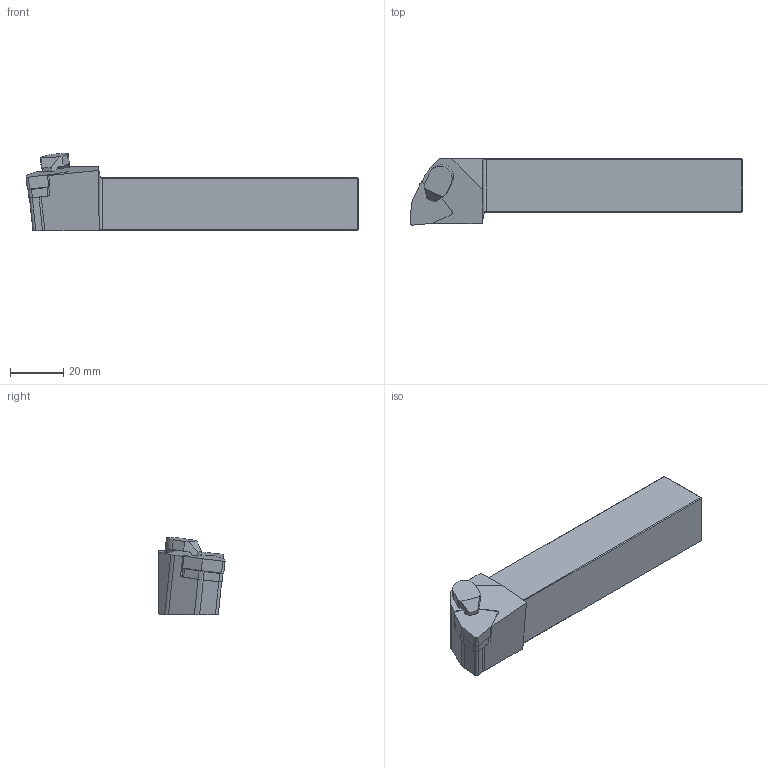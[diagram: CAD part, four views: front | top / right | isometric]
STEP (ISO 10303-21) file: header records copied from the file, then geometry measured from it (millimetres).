
FILE_DESCRIPTION(/* description */ (''),/* implementation_level */ '2;1');
FILE_NAME(/* name */ 'PWLNR-2020-K08C.stp',/* time_stamp */ '2023-09-29T17:54:52+03:00',/* author */ (''),/* organization */ (''),/* preprocessor_version */ 'ST-DEVELOPER v19.4',/* originating_system */ 'SIEMENS PLM Software NX2306.3001',/* authorisation */ '');
FILE_SCHEMA (('AUTOMOTIVE_DESIGN { 1 0 10303 214 3 1 1 1 }'));
Length unit declared in the file: millimetre
Products named in the file (1): PWLNR-2020-K08C
Bounding box: 124.93 x 24.92 x 29.04 mm (x, y, z)
Volume: 51511.6 mm3; surface area: 11792.5 mm2
Topology: 3 solids, 3 shells, 83 faces, 209 edges, 132 vertices
Faces by surface type: plane 61, cylinder 19, cone 2, bspline 1
Entity records: 2702 total; most frequent: CARTESIAN_POINT 468, ORIENTED_EDGE 418, DIRECTION 410, EDGE_CURVE 209, LINE 162, VECTOR 162, VERTEX_POINT 132, AXIS2_PLACEMENT_3D 124
